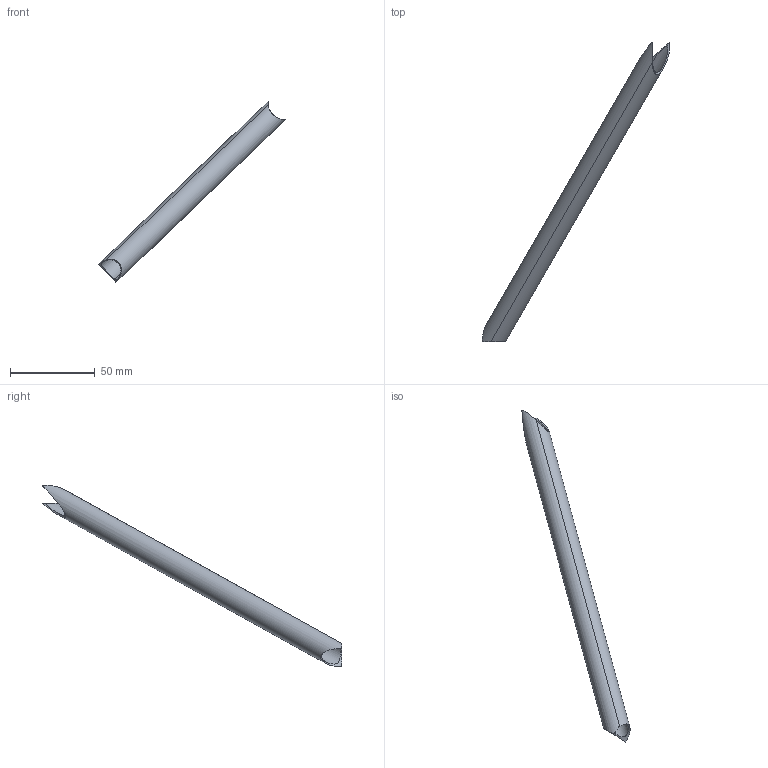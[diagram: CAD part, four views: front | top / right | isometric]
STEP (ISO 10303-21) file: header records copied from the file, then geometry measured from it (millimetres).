
FILE_DESCRIPTION(('STEP AP214'),'1');
FILE_NAME('130.stp','2019-12-02T13:16:27',(' '),(' '),'Spatial InterOp 3D',' ',' ');
FILE_SCHEMA(('AUTOMOTIVE_DESIGN { 1 0 10303 214 1 1 1 1 }'));
Length unit declared in the file: metre
Products named in the file (1): PartBody/Trim.2
Bounding box: 110.65 x 176.75 x 107.11 mm (x, y, z)
Volume: 6969 mm3; surface area: 18737.2 mm2
Topology: 1 solids, 1 shells, 10 faces, 31 edges, 21 vertices
Faces by surface type: cylinder 10
Entity records: 939 total; most frequent: CARTESIAN_POINT 471, ORIENTED_EDGE 62, DIRECTION 36, STYLED_ITEM 34, PRESENTATION_STYLE_ASSIGNMENT 34, COLOUR_RGB 34, EDGE_CURVE 31, CURVE_STYLE 23
